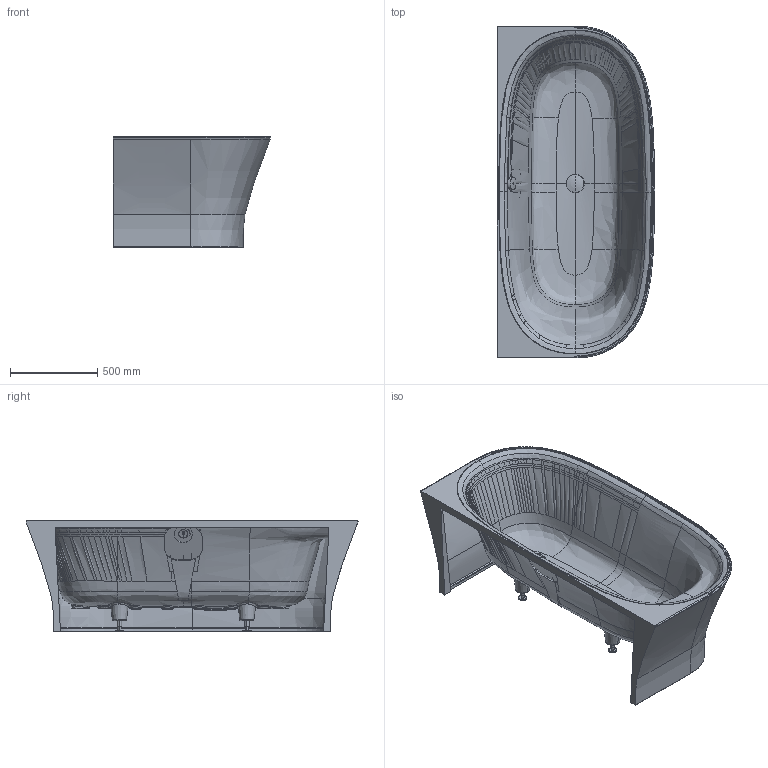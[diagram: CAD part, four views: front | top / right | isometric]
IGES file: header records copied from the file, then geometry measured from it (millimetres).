
Global section: file name: No Iges File Name specified; native system: Autodesk Inventor 2011; preprocessor: AutoDesk Inventor Iges Exporter R2011; author: Administrator; date: 20150520.220950; units: millimetre
Bounding box: 900.67 x 1900.52 x 633.49 mm (x, y, z)
Volume: 64264222.8 mm3; surface area: 9982337.5 mm2
Topology: 8 solids, 8 shells, 1493 faces, 3780 edges, 2277 vertices
Faces by surface type: bspline 1081, plane 197, revolution 101, cylinder 59, torus 28, cone 20, sphere 7
